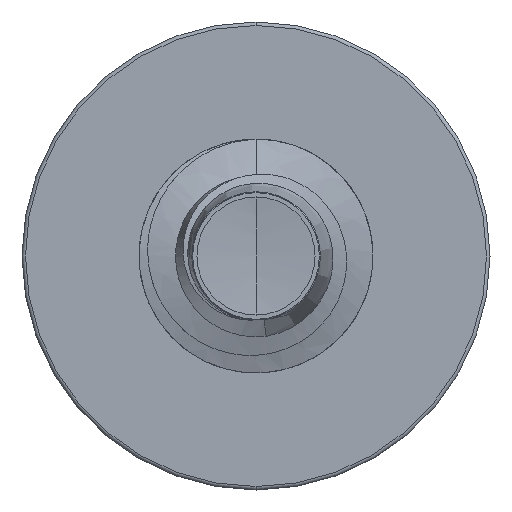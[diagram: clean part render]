
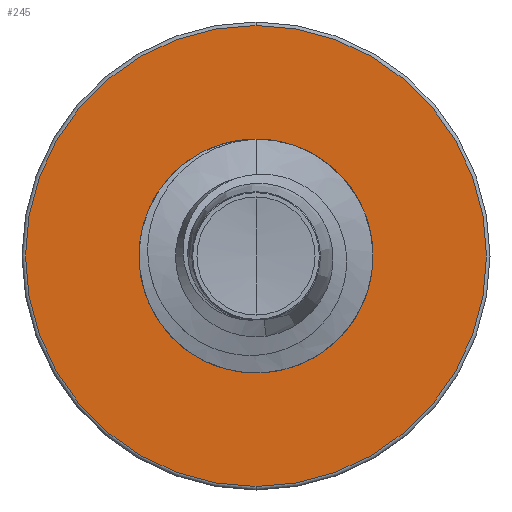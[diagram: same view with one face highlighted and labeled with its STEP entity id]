
A CAD part, front view. The second image highlights one B-rep face of the part: STEP entity #245.
In plain terms, the highlighted planar face has unit normal (0, -1, 0).
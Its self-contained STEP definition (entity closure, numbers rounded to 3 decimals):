
#70 = CIRCLE ( 'NONE', #946, 1.722 ) ;
#211 = DIRECTION ( 'NONE',  ( 0., 1., 0. ) ) ;
#245 = ADVANCED_FACE ( 'NONE', ( #903, #4205 ), #4950, .F. ) ;
#461 = AXIS2_PLACEMENT_3D ( 'NONE', #2635, #8562, #3495 ) ;
#727 = DIRECTION ( 'NONE',  ( 0., 0., 1. ) ) ;
#749 = CARTESIAN_POINT ( 'NONE',  ( 0., 6., 1.722 ) ) ;
#903 = FACE_OUTER_BOUND ( 'NONE', #2620, .T. ) ;
#946 = AXIS2_PLACEMENT_3D ( 'NONE', #5292, #211, #6168 ) ;
#1131 = ORIENTED_EDGE ( 'NONE', *, *, #4789, .T. ) ;
#1228 = CIRCLE ( 'NONE', #5066, 3.448 ) ;
#1468 = ORIENTED_EDGE ( 'NONE', *, *, #6822, .F. ) ;
#1485 = AXIS2_PLACEMENT_3D ( 'NONE', #6957, #1908, #7816 ) ;
#1908 = DIRECTION ( 'NONE',  ( 0., 1., 0. ) ) ;
#2069 = VERTEX_POINT ( 'NONE', #6306 ) ;
#2305 = CARTESIAN_POINT ( 'NONE',  ( 0., 6., 3.448 ) ) ;
#2586 = VERTEX_POINT ( 'NONE', #5546 ) ;
#2620 = EDGE_LOOP ( 'NONE', ( #2842, #1468 ) ) ;
#2635 = CARTESIAN_POINT ( 'NONE',  ( 0., 6., 0. ) ) ;
#2842 = ORIENTED_EDGE ( 'NONE', *, *, #7823, .F. ) ;
#3218 = VERTEX_POINT ( 'NONE', #2305 ) ;
#3277 = CARTESIAN_POINT ( 'NONE',  ( 0., 6., -1.722 ) ) ;
#3376 = AXIS2_PLACEMENT_3D ( 'NONE', #3277, #5804, #727 ) ;
#3495 = DIRECTION ( 'NONE',  ( 0., 0., 1. ) ) ;
#4205 = FACE_BOUND ( 'NONE', #8519, .T. ) ;
#4711 = CARTESIAN_POINT ( 'NONE',  ( 0., 6., 0. ) ) ;
#4789 = EDGE_CURVE ( 'NONE', #2586, #8104, #70, .T. ) ;
#4950 = PLANE ( 'NONE',  #3376 ) ;
#5066 = AXIS2_PLACEMENT_3D ( 'NONE', #4711, #10616, #5542 ) ;
#5292 = CARTESIAN_POINT ( 'NONE',  ( 0., 6., 0. ) ) ;
#5542 = DIRECTION ( 'NONE',  ( 0., 0., 1. ) ) ;
#5546 = CARTESIAN_POINT ( 'NONE',  ( 0., 6., -1.722 ) ) ;
#5620 = EDGE_CURVE ( 'NONE', #8104, #2586, #6506, .T. ) ;
#5804 = DIRECTION ( 'NONE',  ( 0., 1., 0. ) ) ;
#6168 = DIRECTION ( 'NONE',  ( 0., 0., 1. ) ) ;
#6281 = CIRCLE ( 'NONE', #1485, 3.448 ) ;
#6306 = CARTESIAN_POINT ( 'NONE',  ( 0., 6., -3.447 ) ) ;
#6506 = CIRCLE ( 'NONE', #461, 1.722 ) ;
#6822 = EDGE_CURVE ( 'NONE', #2069, #3218, #6281, .T. ) ;
#6957 = CARTESIAN_POINT ( 'NONE',  ( 0., 6., 0. ) ) ;
#7135 = ORIENTED_EDGE ( 'NONE', *, *, #5620, .T. ) ;
#7816 = DIRECTION ( 'NONE',  ( 0., 0., 1. ) ) ;
#7823 = EDGE_CURVE ( 'NONE', #3218, #2069, #1228, .T. ) ;
#8104 = VERTEX_POINT ( 'NONE', #749 ) ;
#8519 = EDGE_LOOP ( 'NONE', ( #7135, #1131 ) ) ;
#8562 = DIRECTION ( 'NONE',  ( 0., 1., 0. ) ) ;
#10616 = DIRECTION ( 'NONE',  ( 0., 1., 0. ) ) ;
